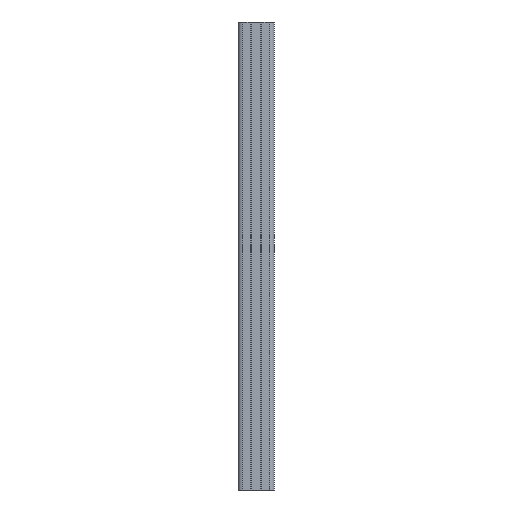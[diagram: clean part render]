
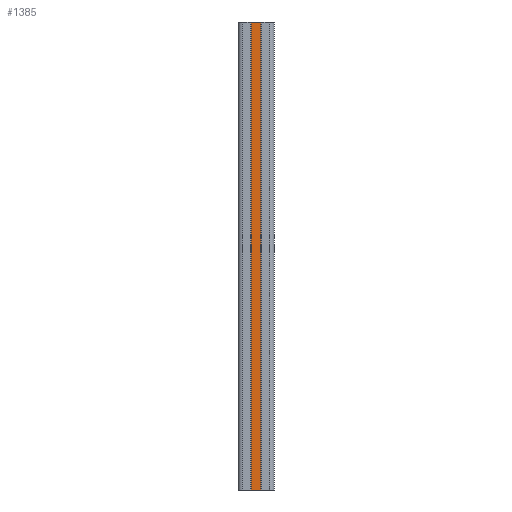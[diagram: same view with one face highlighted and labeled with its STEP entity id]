
A CAD part, front view. The second image highlights one B-rep face of the part: STEP entity #1385.
In plain terms, the highlighted planar face has unit normal (0, -1, 0).
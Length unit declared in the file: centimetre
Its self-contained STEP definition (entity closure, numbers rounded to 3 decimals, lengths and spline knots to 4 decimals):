
#137=PLANE('',#1509);
#179=VECTOR('',#1612,1.);
#193=VECTOR('',#1651,1.);
#272=VECTOR('',#1849,1.);
#273=VECTOR('',#1851,1.);
#315=LINE('',#1992,#179);
#329=LINE('',#2036,#193);
#408=LINE('',#2240,#272);
#409=LINE('',#2242,#273);
#473=VERTEX_POINT('',#1991);
#474=VERTEX_POINT('',#1993);
#490=VERTEX_POINT('',#2037);
#541=VERTEX_POINT('',#2239);
#665=EDGE_CURVE('',#473,#474,#315,.T.);
#687=EDGE_CURVE('',#474,#490,#329,.T.);
#789=EDGE_CURVE('',#473,#541,#408,.T.);
#790=EDGE_CURVE('',#541,#490,#409,.T.);
#1101=ORIENTED_EDGE('',*,*,#790,.T.);
#1102=ORIENTED_EDGE('',*,*,#687,.F.);
#1103=ORIENTED_EDGE('',*,*,#665,.F.);
#1104=ORIENTED_EDGE('',*,*,#789,.T.);
#1246=EDGE_LOOP('',(#1101,#1102,#1103,#1104));
#1316=FACE_BOUND('',#1246,.T.);
#1385=ADVANCED_FACE('',(#1316),#137,.T.);
#1509=AXIS2_PLACEMENT_3D('',#2241,#1850,$);
#1612=DIRECTION('',(-1.,0.,0.));
#1651=DIRECTION('',(0.,0.,1.));
#1849=DIRECTION('',(0.,0.,1.));
#1850=DIRECTION('',(0.,-1.,0.));
#1851=DIRECTION('',(-1.,0.,0.));
#1991=CARTESIAN_POINT('',(0.2594,-0.3655,-13.));
#1992=CARTESIAN_POINT('',(0.2594,-0.3655,-13.));
#1993=CARTESIAN_POINT('',(-0.2594,-0.3655,-13.));
#2036=CARTESIAN_POINT('',(-0.2594,-0.3655,-13.));
#2037=CARTESIAN_POINT('',(-0.2594,-0.3655,13.));
#2239=CARTESIAN_POINT('',(0.2594,-0.3655,13.));
#2240=CARTESIAN_POINT('',(0.2594,-0.3655,-13.));
#2241=CARTESIAN_POINT('',(0.,-0.3655,-13.));
#2242=CARTESIAN_POINT('',(0.2594,-0.3655,13.));
